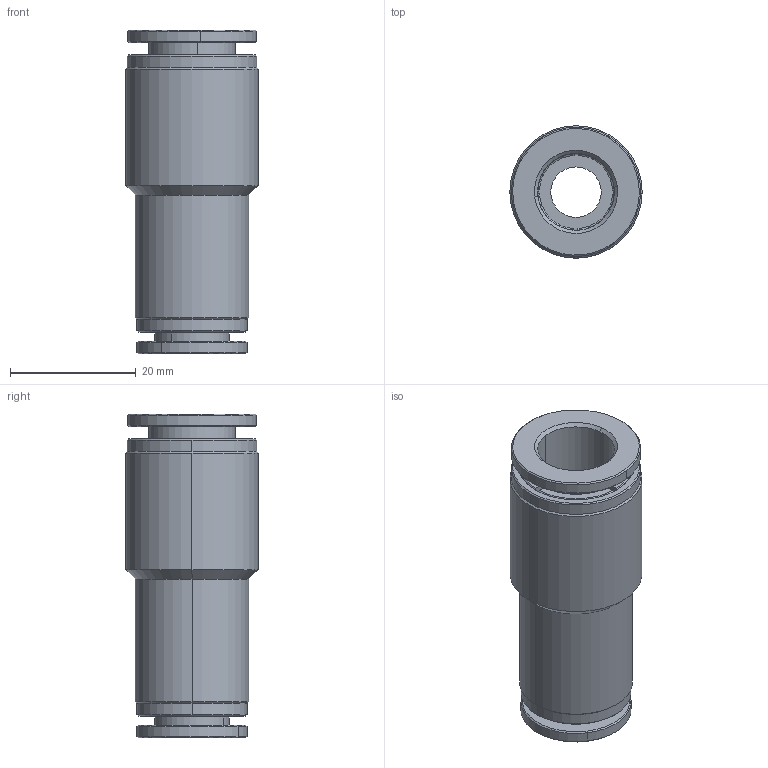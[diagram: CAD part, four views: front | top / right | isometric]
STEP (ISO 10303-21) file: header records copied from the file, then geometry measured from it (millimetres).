
FILE_DESCRIPTION (( 'STEP AP214' ), '1' );
FILE_NAME ('RUS12-10W.STEP', '2018-06-13T18:35:54', ( '' ), ( '' ), 'SwSTEP 2.0', 'SolidWorks 2016', '' );
FILE_SCHEMA (( 'AUTOMOTIVE_DESIGN' ));
Length unit declared in the file: millimetre
Products named in the file (1): RUS12-10W
Bounding box: 21 x 21 x 51.4 mm (x, y, z)
Volume: 8912.6 mm3; surface area: 12263.9 mm2
Topology: 11 solids, 11 shells, 827 faces, 2295 edges, 1496 vertices
Faces by surface type: plane 291, cone 262, bspline 137, cylinder 133, torus 4
Entity records: 39900 total; most frequent: CARTESIAN_POINT 11388, ORIENTED_EDGE 4590, DIRECTION 3360, EDGE_CURVE 2295, VERTEX_POINT 1496, AXIS2_PLACEMENT_3D 1376, B_SPLINE_CURVE_WITH_KNOTS 1002, EDGE_LOOP 855
